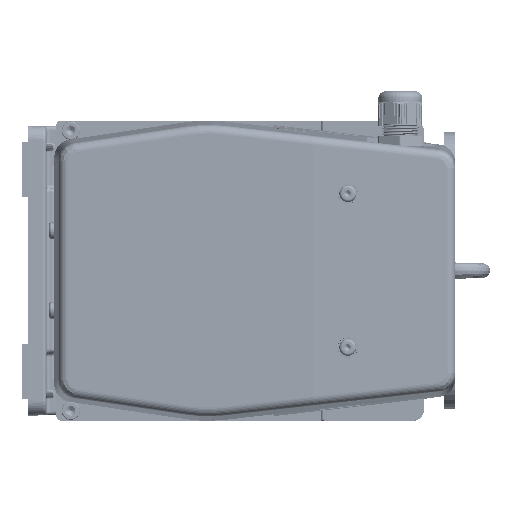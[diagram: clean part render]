
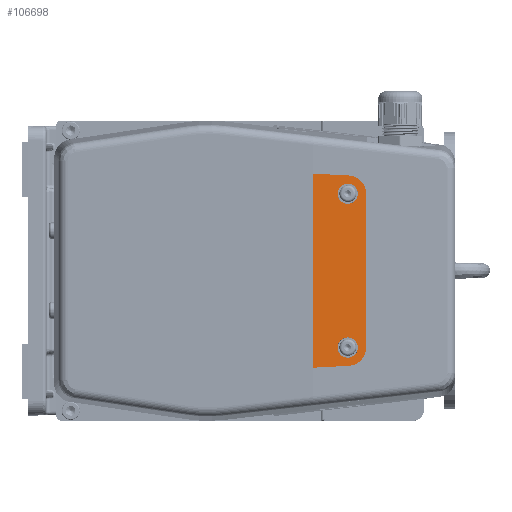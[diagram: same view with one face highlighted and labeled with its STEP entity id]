
A CAD part, front view. The second image highlights one B-rep face of the part: STEP entity #106698.
In plain terms, the highlighted planar face has unit normal (0.052, -0.999, 0).
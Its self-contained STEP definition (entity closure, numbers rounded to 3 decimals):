
#1705=ELLIPSE('',#113745,5.55,5.542);
#1706=ELLIPSE('',#113746,5.55,5.542);
#2234=FACE_BOUND('',#19286,.T.);
#2235=FACE_BOUND('',#19287,.T.);
#2953=B_SPLINE_CURVE_WITH_KNOTS('',3,(#164688,#164689,#164690,#164691,#164692,
#164693,#164694,#164695,#164696,#164697),.UNSPECIFIED.,.F.,.F.,(4,2,2,2,
4),(-2.473,-1.978,-1.248,-0.477,
0.),.UNSPECIFIED.);
#2954=B_SPLINE_CURVE_WITH_KNOTS('',3,(#164701,#164702,#164703,#164704,#164705,
#164706,#164707,#164708,#164709,#164710),.UNSPECIFIED.,.F.,.F.,(4,2,2,2,
4),(-1.96,-1.599,-1.015,-0.463,
0.),.UNSPECIFIED.);
#13137=FACE_OUTER_BOUND('',#19285,.T.);
#19285=EDGE_LOOP('',(#71900,#71901,#71902,#71903,#71904,#71905));
#19286=EDGE_LOOP('',(#71906));
#19287=EDGE_LOOP('',(#71907));
#27072=LINE('',#164363,#34653);
#27103=LINE('',#164686,#34684);
#27104=LINE('',#164699,#34685);
#27105=LINE('',#164711,#34686);
#34653=VECTOR('',#127516,105.987);
#34684=VECTOR('',#127561,19.276);
#34685=VECTOR('',#127562,84.);
#34686=VECTOR('',#127563,19.276);
#42778=VERTEX_POINT('',#164360);
#42779=VERTEX_POINT('',#164362);
#42814=VERTEX_POINT('',#164685);
#42815=VERTEX_POINT('',#164687);
#42816=VERTEX_POINT('',#164698);
#42817=VERTEX_POINT('',#164700);
#42818=VERTEX_POINT('',#164712);
#42819=VERTEX_POINT('',#164714);
#53635=EDGE_CURVE('',#42778,#42779,#27072,.T.);
#53673=EDGE_CURVE('',#42778,#42814,#27103,.T.);
#53674=EDGE_CURVE('',#42814,#42815,#2953,.T.);
#53675=EDGE_CURVE('',#42816,#42815,#27104,.T.);
#53676=EDGE_CURVE('',#42816,#42817,#2954,.T.);
#53677=EDGE_CURVE('',#42779,#42817,#27105,.T.);
#53678=EDGE_CURVE('',#42818,#42818,#1705,.T.);
#53679=EDGE_CURVE('',#42819,#42819,#1706,.T.);
#71900=ORIENTED_EDGE('',*,*,#53635,.F.);
#71901=ORIENTED_EDGE('',*,*,#53673,.T.);
#71902=ORIENTED_EDGE('',*,*,#53674,.T.);
#71903=ORIENTED_EDGE('',*,*,#53675,.F.);
#71904=ORIENTED_EDGE('',*,*,#53676,.T.);
#71905=ORIENTED_EDGE('',*,*,#53677,.F.);
#71906=ORIENTED_EDGE('',*,*,#53678,.F.);
#71907=ORIENTED_EDGE('',*,*,#53679,.F.);
#97812=PLANE('',#113744);
#106698=ADVANCED_FACE('',(#13137,#2234,#2235),#97812,.F.);
#113744=AXIS2_PLACEMENT_3D('',#164684,#127559,#127560);
#113745=AXIS2_PLACEMENT_3D('',#164713,#127564,#127565);
#113746=AXIS2_PLACEMENT_3D('',#164715,#127566,#127567);
#127516=DIRECTION('',(0.,0.,1.));
#127559=DIRECTION('center_axis',(-0.052,0.999,
0.));
#127560=DIRECTION('ref_axis',(0.,0.,
-1.));
#127561=DIRECTION('',(0.997,0.052,0.052));
#127562=DIRECTION('',(0.,0.,-1.));
#127563=DIRECTION('',(0.997,0.052,-0.052));
#127564=DIRECTION('center_axis',(0.052,-0.999,
0.));
#127565=DIRECTION('ref_axis',(-0.999,-0.052,0.));
#127566=DIRECTION('center_axis',(0.052,-0.999,
0.));
#127567=DIRECTION('ref_axis',(-0.999,-0.052,0.));
#164360=CARTESIAN_POINT('',(39.6,-217.013,-52.994));
#164362=CARTESIAN_POINT('',(39.6,-217.013,52.994));
#164363=CARTESIAN_POINT('',(39.6,-217.013,-52.994));
#164684=CARTESIAN_POINT('Origin',(39.6,-217.013,-75.285));
#164685=CARTESIAN_POINT('',(58.823,-216.005,-51.986));
#164686=CARTESIAN_POINT('',(39.6,-217.013,-52.994));
#164687=CARTESIAN_POINT('',(68.3,-215.509,-42.));
#164688=CARTESIAN_POINT('Ctrl Pts',(58.823,-216.005,
-51.986));
#164689=CARTESIAN_POINT('Ctrl Pts',(60.525,-215.916,
-51.897));
#164690=CARTESIAN_POINT('Ctrl Pts',(61.791,-215.85,
-51.409));
#164691=CARTESIAN_POINT('Ctrl Pts',(63.681,-215.751,-50.521));
#164692=CARTESIAN_POINT('Ctrl Pts',(64.701,-215.697,
-49.783));
#164693=CARTESIAN_POINT('Ctrl Pts',(66.46,-215.605,
-47.928));
#164694=CARTESIAN_POINT('Ctrl Pts',(67.173,-215.568,
-46.798));
#164695=CARTESIAN_POINT('Ctrl Pts',(67.934,-215.528,
-44.801));
#164696=CARTESIAN_POINT('Ctrl Pts',(68.3,-215.509,
-43.588));
#164697=CARTESIAN_POINT('Ctrl Pts',(68.3,-215.509,
-42.));
#164698=CARTESIAN_POINT('',(68.3,-215.509,42.));
#164699=CARTESIAN_POINT('',(68.3,-215.509,42.));
#164700=CARTESIAN_POINT('',(58.823,-216.005,51.986));
#164701=CARTESIAN_POINT('Ctrl Pts',(68.3,-215.509,
42.));
#164702=CARTESIAN_POINT('Ctrl Pts',(68.3,-215.509,
43.588));
#164703=CARTESIAN_POINT('Ctrl Pts',(67.934,-215.528,
44.801));
#164704=CARTESIAN_POINT('Ctrl Pts',(67.173,-215.568,
46.797));
#164705=CARTESIAN_POINT('Ctrl Pts',(66.46,-215.605,47.927));
#164706=CARTESIAN_POINT('Ctrl Pts',(64.702,-215.697,
49.782));
#164707=CARTESIAN_POINT('Ctrl Pts',(63.681,-215.751,50.52));
#164708=CARTESIAN_POINT('Ctrl Pts',(61.613,-215.859,
51.492));
#164709=CARTESIAN_POINT('Ctrl Pts',(60.361,-215.925,
51.906));
#164710=CARTESIAN_POINT('Ctrl Pts',(58.823,-216.005,
51.986));
#164711=CARTESIAN_POINT('',(39.6,-217.013,52.994));
#164712=CARTESIAN_POINT('',(58.3,-216.033,-36.458));
#164713=CARTESIAN_POINT('Origin',(58.297,-216.033,-42.));
#164714=CARTESIAN_POINT('',(58.3,-216.033,47.542));
#164715=CARTESIAN_POINT('Origin',(58.297,-216.033,42.));
